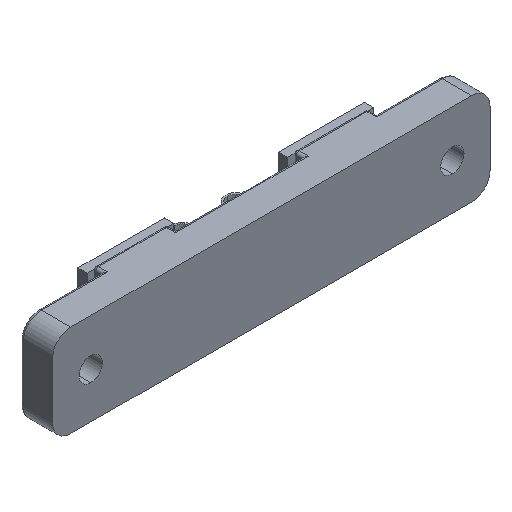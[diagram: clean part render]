
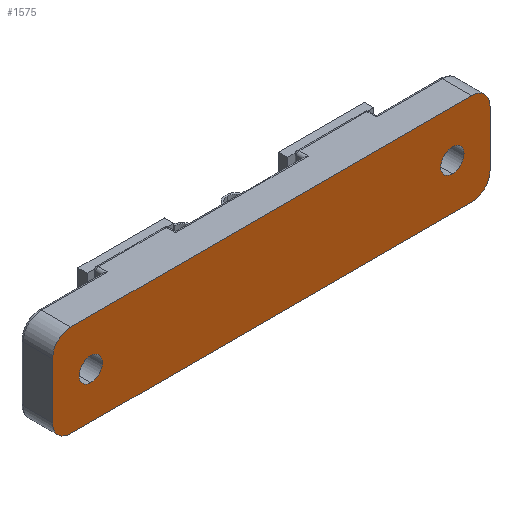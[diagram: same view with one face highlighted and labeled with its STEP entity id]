
A CAD part, isometric view. The second image highlights one B-rep face of the part: STEP entity #1575.
In plain terms, the highlighted planar face has unit normal (0, -1, 0).
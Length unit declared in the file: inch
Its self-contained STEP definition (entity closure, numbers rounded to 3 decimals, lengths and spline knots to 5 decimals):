
#14 = LINE ( 'NONE', #7767, #1142 ) ;
#122 = CARTESIAN_POINT ( 'NONE',  ( 2.17813, 0., 2.32972 ) ) ;
#424 = CARTESIAN_POINT ( 'NONE',  ( -2.38565, 0., 2.52972 ) ) ;
#463 = CARTESIAN_POINT ( 'NONE',  ( 2.37813, 0., 3.13366 ) ) ;
#499 = ORIENTED_EDGE ( 'NONE', *, *, #1913, .T. ) ;
#533 = DIRECTION ( 'NONE',  ( 0., 0., 1. ) ) ;
#589 = VECTOR ( 'NONE', #8603, 39.37008 ) ;
#590 = FACE_BOUND ( 'NONE', #7371, .T. ) ;
#618 = EDGE_CURVE ( 'NONE', #6979, #5134, #1006, .T. ) ;
#660 = EDGE_CURVE ( 'NONE', #2977, #4096, #3257, .T. ) ;
#894 = AXIS2_PLACEMENT_3D ( 'NONE', #6104, #6279, #6796 ) ;
#905 = DIRECTION ( 'NONE',  ( 0., 0., 1. ) ) ;
#994 = CARTESIAN_POINT ( 'NONE',  ( 1.9685, 0., 2.82908 ) ) ;
#1006 = CIRCLE ( 'NONE', #3773, 0.12726 ) ;
#1086 = CARTESIAN_POINT ( 'NONE',  ( 1.9685, 0., 2.82908 ) ) ;
#1133 = DIRECTION ( 'NONE',  ( 0., 1., 0. ) ) ;
#1142 = VECTOR ( 'NONE', #1530, 39.37008 ) ;
#1150 = DIRECTION ( 'NONE',  ( 0., -1., 0. ) ) ;
#1203 = CARTESIAN_POINT ( 'NONE',  ( -2.18565, 0., 3.33366 ) ) ;
#1234 = ORIENTED_EDGE ( 'NONE', *, *, #7483, .T. ) ;
#1239 = DIRECTION ( 'NONE',  ( 0., -1., 0. ) ) ;
#1431 = AXIS2_PLACEMENT_3D ( 'NONE', #7651, #8258, #4672 ) ;
#1466 = EDGE_CURVE ( 'NONE', #3804, #4096, #7015, .T. ) ;
#1497 = DIRECTION ( 'NONE',  ( 0., -1., 0. ) ) ;
#1516 = DIRECTION ( 'NONE',  ( 0., 0., 1. ) ) ;
#1530 = DIRECTION ( 'NONE',  ( 1., 0., 0. ) ) ;
#1575 = ADVANCED_FACE ( 'NONE', ( #7225, #590, #7615 ), #7519, .F. ) ;
#1595 = CIRCLE ( 'NONE', #3759, 0.12726 ) ;
#1609 = VECTOR ( 'NONE', #4584, 39.37008 ) ;
#1812 = ORIENTED_EDGE ( 'NONE', *, *, #2915, .F. ) ;
#1913 = EDGE_CURVE ( 'NONE', #5134, #6979, #1595, .T. ) ;
#1969 = VERTEX_POINT ( 'NONE', #424 ) ;
#2070 = CARTESIAN_POINT ( 'NONE',  ( 1.9685, 0., 2.95634 ) ) ;
#2199 = EDGE_LOOP ( 'NONE', ( #6879, #5227, #1812, #7924, #4689, #1234, #6489, #2832 ) ) ;
#2326 = CARTESIAN_POINT ( 'NONE',  ( -2.18565, 0., 2.32972 ) ) ;
#2361 = DIRECTION ( 'NONE',  ( 0., 1., 0. ) ) ;
#2532 = VERTEX_POINT ( 'NONE', #1203 ) ;
#2669 = LINE ( 'NONE', #4938, #7971 ) ;
#2790 = CARTESIAN_POINT ( 'NONE',  ( -1.9685, 0., 2.70183 ) ) ;
#2832 = ORIENTED_EDGE ( 'NONE', *, *, #2941, .T. ) ;
#2915 = EDGE_CURVE ( 'NONE', #3804, #9032, #3001, .T. ) ;
#2941 = EDGE_CURVE ( 'NONE', #2532, #7894, #5485, .T. ) ;
#2977 = VERTEX_POINT ( 'NONE', #463 ) ;
#3001 = LINE ( 'NONE', #5793, #589 ) ;
#3035 = DIRECTION ( 'NONE',  ( 0., 0., 1. ) ) ;
#3140 = CIRCLE ( 'NONE', #5917, 0.12726 ) ;
#3197 = EDGE_LOOP ( 'NONE', ( #499, #7038 ) ) ;
#3249 = EDGE_CURVE ( 'NONE', #3653, #7489, #8575, .T. ) ;
#3257 = LINE ( 'NONE', #5913, #1609 ) ;
#3404 = CARTESIAN_POINT ( 'NONE',  ( 2.37813, 0., 2.52972 ) ) ;
#3561 = CARTESIAN_POINT ( 'NONE',  ( 1.9685, 0., 2.70183 ) ) ;
#3606 = EDGE_CURVE ( 'NONE', #2532, #6704, #14, .T. ) ;
#3653 = VERTEX_POINT ( 'NONE', #2070 ) ;
#3674 = CIRCLE ( 'NONE', #4113, 0.2 ) ;
#3759 = AXIS2_PLACEMENT_3D ( 'NONE', #5427, #5999, #8239 ) ;
#3773 = AXIS2_PLACEMENT_3D ( 'NONE', #7148, #5678, #3035 ) ;
#3804 = VERTEX_POINT ( 'NONE', #122 ) ;
#3931 = DIRECTION ( 'NONE',  ( 0., 0., 1. ) ) ;
#4096 = VERTEX_POINT ( 'NONE', #3404 ) ;
#4113 = AXIS2_PLACEMENT_3D ( 'NONE', #8191, #1150, #3931 ) ;
#4199 = ORIENTED_EDGE ( 'NONE', *, *, #3249, .T. ) ;
#4521 = CARTESIAN_POINT ( 'NONE',  ( -1.9685, 0., 2.95634 ) ) ;
#4584 = DIRECTION ( 'NONE',  ( 0., 0., -1. ) ) ;
#4645 = CARTESIAN_POINT ( 'NONE',  ( -2.38565, 0., 3.13366 ) ) ;
#4672 = DIRECTION ( 'NONE',  ( 0., 0., 1. ) ) ;
#4689 = ORIENTED_EDGE ( 'NONE', *, *, #660, .F. ) ;
#4724 = CARTESIAN_POINT ( 'NONE',  ( -2.18565, 0., 3.13366 ) ) ;
#4768 = EDGE_CURVE ( 'NONE', #7489, #3653, #3140, .T. ) ;
#4800 = ORIENTED_EDGE ( 'NONE', *, *, #4768, .T. ) ;
#4917 = DIRECTION ( 'NONE',  ( 0., 0., 1. ) ) ;
#4938 = CARTESIAN_POINT ( 'NONE',  ( -2.38565, 0., 2.32972 ) ) ;
#5134 = VERTEX_POINT ( 'NONE', #4521 ) ;
#5227 = ORIENTED_EDGE ( 'NONE', *, *, #7966, .T. ) ;
#5338 = AXIS2_PLACEMENT_3D ( 'NONE', #1086, #1133, #533 ) ;
#5427 = CARTESIAN_POINT ( 'NONE',  ( -1.9685, 0., 2.82908 ) ) ;
#5485 = CIRCLE ( 'NONE', #8423, 0.2 ) ;
#5678 = DIRECTION ( 'NONE',  ( 0., 1., 0. ) ) ;
#5793 = CARTESIAN_POINT ( 'NONE',  ( -2.38565, 0., 2.32972 ) ) ;
#5854 = CIRCLE ( 'NONE', #6302, 0.2 ) ;
#5913 = CARTESIAN_POINT ( 'NONE',  ( 2.37813, 0., 2.32972 ) ) ;
#5917 = AXIS2_PLACEMENT_3D ( 'NONE', #994, #2361, #905 ) ;
#5999 = DIRECTION ( 'NONE',  ( 0., 1., 0. ) ) ;
#6073 = DIRECTION ( 'NONE',  ( 0., 0., 1. ) ) ;
#6093 = EDGE_CURVE ( 'NONE', #1969, #7894, #2669, .T. ) ;
#6104 = CARTESIAN_POINT ( 'NONE',  ( 2.17813, 0., 2.52972 ) ) ;
#6279 = DIRECTION ( 'NONE',  ( 0., -1., 0. ) ) ;
#6302 = AXIS2_PLACEMENT_3D ( 'NONE', #8428, #1497, #4917 ) ;
#6489 = ORIENTED_EDGE ( 'NONE', *, *, #3606, .F. ) ;
#6704 = VERTEX_POINT ( 'NONE', #7221 ) ;
#6796 = DIRECTION ( 'NONE',  ( 0., 0., 1. ) ) ;
#6879 = ORIENTED_EDGE ( 'NONE', *, *, #6093, .F. ) ;
#6979 = VERTEX_POINT ( 'NONE', #2790 ) ;
#7015 = CIRCLE ( 'NONE', #894, 0.2 ) ;
#7038 = ORIENTED_EDGE ( 'NONE', *, *, #618, .T. ) ;
#7148 = CARTESIAN_POINT ( 'NONE',  ( -1.9685, 0., 2.82908 ) ) ;
#7221 = CARTESIAN_POINT ( 'NONE',  ( 2.17813, 0., 3.33366 ) ) ;
#7225 = FACE_BOUND ( 'NONE', #3197, .T. ) ;
#7371 = EDGE_LOOP ( 'NONE', ( #4199, #4800 ) ) ;
#7483 = EDGE_CURVE ( 'NONE', #2977, #6704, #5854, .T. ) ;
#7489 = VERTEX_POINT ( 'NONE', #3561 ) ;
#7519 = PLANE ( 'NONE',  #1431 ) ;
#7615 = FACE_OUTER_BOUND ( 'NONE', #2199, .T. ) ;
#7651 = CARTESIAN_POINT ( 'NONE',  ( 0., 0., 0. ) ) ;
#7767 = CARTESIAN_POINT ( 'NONE',  ( -2.38565, 0., 3.33366 ) ) ;
#7894 = VERTEX_POINT ( 'NONE', #4645 ) ;
#7924 = ORIENTED_EDGE ( 'NONE', *, *, #1466, .T. ) ;
#7966 = EDGE_CURVE ( 'NONE', #1969, #9032, #3674, .T. ) ;
#7971 = VECTOR ( 'NONE', #1516, 39.37008 ) ;
#8191 = CARTESIAN_POINT ( 'NONE',  ( -2.18565, 0., 2.52972 ) ) ;
#8239 = DIRECTION ( 'NONE',  ( 0., 0., 1. ) ) ;
#8258 = DIRECTION ( 'NONE',  ( 0., 1., 0. ) ) ;
#8423 = AXIS2_PLACEMENT_3D ( 'NONE', #4724, #1239, #6073 ) ;
#8428 = CARTESIAN_POINT ( 'NONE',  ( 2.17813, 0., 3.13366 ) ) ;
#8575 = CIRCLE ( 'NONE', #5338, 0.12726 ) ;
#8603 = DIRECTION ( 'NONE',  ( -1., 0., 0. ) ) ;
#9032 = VERTEX_POINT ( 'NONE', #2326 ) ;
